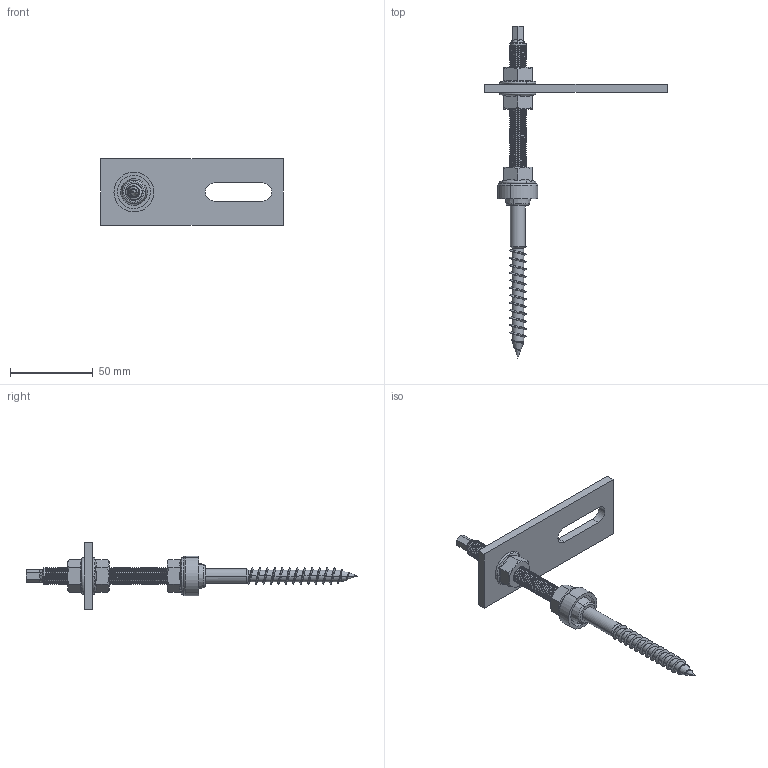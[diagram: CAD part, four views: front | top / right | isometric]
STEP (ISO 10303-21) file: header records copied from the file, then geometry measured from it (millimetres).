
FILE_DESCRIPTION (( 'STEP AP214' ), '1' );
FILE_NAME ('5901820_STEP.STEP', '2025-07-16T09:51:07', ( '' ), ( '' ), 'SwSTEP 2.0', 'SolidWorks 2024', '' );
FILE_SCHEMA (( 'AUTOMOTIVE_DESIGN' ));
Length unit declared in the file: millimetre
Products named in the file (6): 250754_10; 020262_DIN EN 1661 - M10; 261516_M10x200; 5901820_STEP; 250753_M10x200; 500733
Assembly tree (7 placements, depth 3):
  5901820_STEP
    261516_M10x200
      250753_M10x200
      020262_DIN EN 1661 - M10  x3
      250754_10
    500733
Bounding box: 110 x 200 x 40 mm (x, y, z)
Volume: 40514.3 mm3; surface area: 23770.1 mm2
Topology: 6 solids, 6 shells, 322 faces, 1043 edges, 734 vertices
Faces by surface type: cylinder 189, cone 52, plane 48, bspline 23, torus 10
Entity records: 18975 total; most frequent: CARTESIAN_POINT 12324, ORIENTED_EDGE 1786, DIRECTION 908, EDGE_CURVE 893, VERTEX_POINT 650, AXIS2_PLACEMENT_3D 330, B_SPLINE_CURVE_WITH_KNOTS 311, EDGE_LOOP 265
